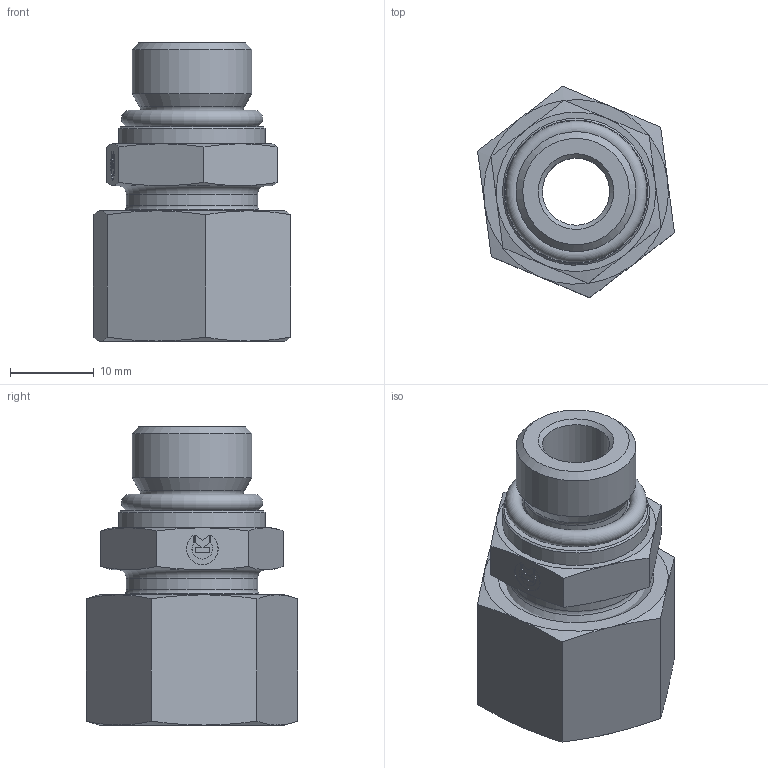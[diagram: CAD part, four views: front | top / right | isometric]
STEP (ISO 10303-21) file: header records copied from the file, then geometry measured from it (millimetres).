
FILE_DESCRIPTION((''),'2;1');
FILE_NAME('18112091618.stp','2014-09-18T11:43:30',(''),('KNOMI spol. s r. o.'),'Autodesk Inventor 2012','Autodesk Inventor 2012','');
FILE_SCHEMA(('AUTOMOTIVE_DESIGN { 1 2 10303 214 0 1 1 1 }'));
Length unit declared in the file: millimetre
Products named in the file (6): PHK-UNF 12L   9/16- 18/M18; 3911218; 40112; PHFUNF; 17312091618; 606119019890
Assembly tree (5 placements, depth 3):
  PHK-UNF 12L   9/16- 18/M18
    3911218
    40112
    PHFUNF
      17312091618
      606119019890
Bounding box: 23.46 x 25.19 x 35.5 mm (x, y, z)
Volume: 8378.7 mm3; surface area: 6439.4 mm2
Topology: 4 solids, 4 shells, 112 faces, 255 edges, 157 vertices
Faces by surface type: plane 52, cone 38, cylinder 16, torus 6
Full cylindrical faces by diameter (mm): 8 x1, 12 x3, 12.24 x1, 14.287 x1, 14.3 x1, 15.7 x1, 16 x1, 16.376 x1, 17.5 x1, 18 x1
Entity records: 3136 total; most frequent: CARTESIAN_POINT 582, DIRECTION 486, ORIENTED_EDGE 430, EDGE_CURVE 215, AXIS2_PLACEMENT_3D 196, EDGE_LOOP 157, VERTEX_POINT 148, STYLED_ITEM 116
